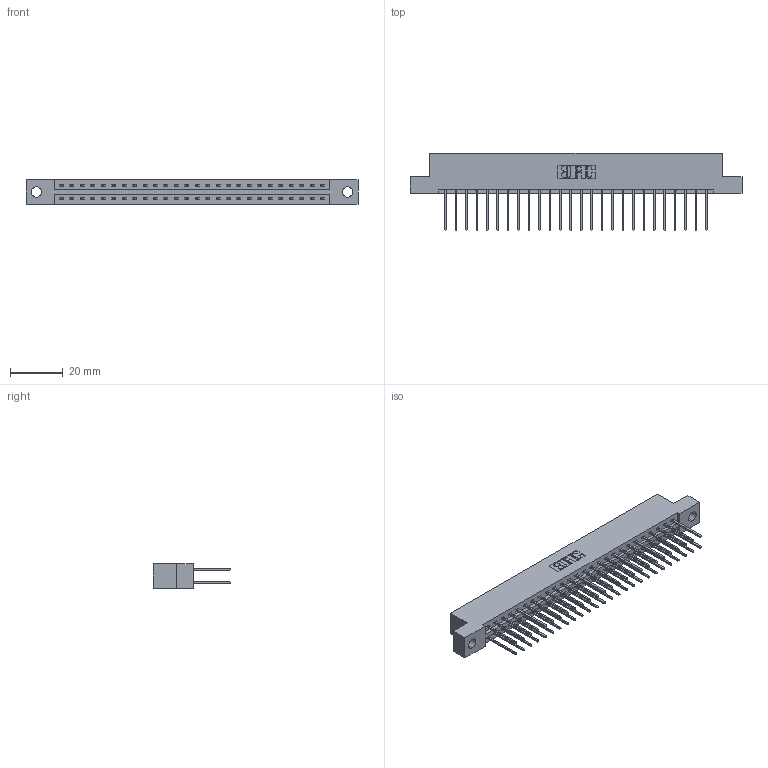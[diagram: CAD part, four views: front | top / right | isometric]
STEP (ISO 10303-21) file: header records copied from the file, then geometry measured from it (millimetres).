
FILE_DESCRIPTION (( 'STEP AP203' ), '1' );
FILE_NAME ('387-052-540-204.STEP', '2019-10-19T03:11:30', ( '' ), ( '' ), 'SwSTEP 2.0', 'SolidWorks 2016', '' );
FILE_SCHEMA (( 'CONFIG_CONTROL_DESIGN' ));
Length unit declared in the file: inch
Products named in the file (3): 345-292-001_345-293-140; 337 Part_Flush Mounting Lugs - 0.156 Dia-TH; 387-052-540-204
Assembly tree (53 placements, depth 2):
  387-052-540-204
    337 Part_Flush Mounting Lugs - 0.156 Dia-TH
    345-292-001_345-293-140  x52
Bounding box: 126.03 x 29.47 x 9.4 mm (x, y, z)
Volume: 13178.8 mm3; surface area: 15515.2 mm2
Topology: 53 solids, 53 shells, 2922 faces, 8683 edges, 5718 vertices
Faces by surface type: plane 2046, cylinder 876
Entity records: 22249 total; most frequent: CARTESIAN_POINT 3762, ORIENTED_EDGE 3698, DIRECTION 3229, EDGE_CURVE 1849, VECTOR 1721, LINE 1721, VERTEX_POINT 1230, AXIS2_PLACEMENT_3D 754
